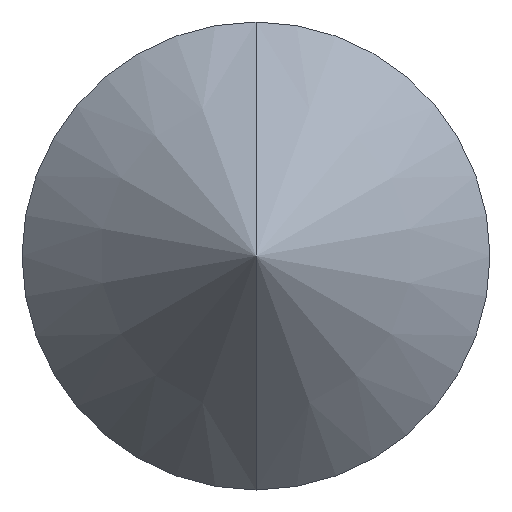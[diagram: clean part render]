
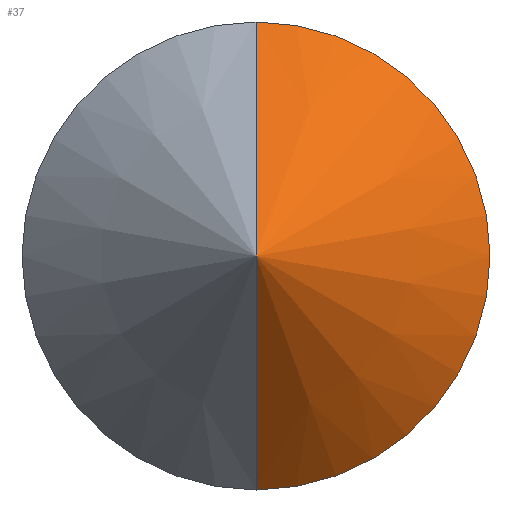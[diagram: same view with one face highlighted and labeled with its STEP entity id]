
A CAD part, front view. The second image highlights one B-rep face of the part: STEP entity #37.
In plain terms, the highlighted conical face has half-angle 45 degrees and reference radius 1000 mm.
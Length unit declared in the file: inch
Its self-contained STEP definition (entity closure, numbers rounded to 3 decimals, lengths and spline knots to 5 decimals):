
#6 = VECTOR ( 'NONE', #162, 39.37008 ) ;
#10 = CIRCLE ( 'NONE', #233, 0.125 ) ;
#31 = EDGE_CURVE ( 'NONE', #100, #50, #10, .T. ) ;
#37 = ADVANCED_FACE ( 'NONE', ( #121 ), #71, .T. ) ;
#50 = VERTEX_POINT ( 'NONE', #129 ) ;
#57 = VERTEX_POINT ( 'NONE', #112 ) ;
#58 = AXIS2_PLACEMENT_3D ( 'NONE', #177, #149, #88 ) ;
#61 = EDGE_CURVE ( 'NONE', #57, #100, #221, .T. ) ;
#62 = VECTOR ( 'NONE', #81, 39.37008 ) ;
#71 = CONICAL_SURFACE ( 'NONE', #58, 39.37008, 0.785 ) ;
#79 = DIRECTION ( 'NONE',  ( 0., -1., 0. ) ) ;
#81 = DIRECTION ( 'NONE',  ( 0., 0.707, 0.707 ) ) ;
#88 = DIRECTION ( 'NONE',  ( 0., 0., 1. ) ) ;
#100 = VERTEX_POINT ( 'NONE', #224 ) ;
#102 = ORIENTED_EDGE ( 'NONE', *, *, #31, .T. ) ;
#112 = CARTESIAN_POINT ( 'NONE',  ( 0., 0., 0. ) ) ;
#120 = CARTESIAN_POINT ( 'NONE',  ( 0., 0.125, 0. ) ) ;
#121 = FACE_OUTER_BOUND ( 'NONE', #137, .T. ) ;
#129 = CARTESIAN_POINT ( 'NONE',  ( 0., 0.125, 0.125 ) ) ;
#137 = EDGE_LOOP ( 'NONE', ( #155, #197, #102 ) ) ;
#149 = DIRECTION ( 'NONE',  ( 0., 1., 0. ) ) ;
#155 = ORIENTED_EDGE ( 'NONE', *, *, #199, .F. ) ;
#162 = DIRECTION ( 'NONE',  ( 0., 0.707, -0.707 ) ) ;
#177 = CARTESIAN_POINT ( 'NONE',  ( 0., 39.37008, 0. ) ) ;
#179 = LINE ( 'NONE', #254, #62 ) ;
#185 = CARTESIAN_POINT ( 'NONE',  ( 0., 0., 0. ) ) ;
#197 = ORIENTED_EDGE ( 'NONE', *, *, #61, .T. ) ;
#199 = EDGE_CURVE ( 'NONE', #57, #50, #179, .T. ) ;
#221 = LINE ( 'NONE', #185, #6 ) ;
#224 = CARTESIAN_POINT ( 'NONE',  ( 0., 0.125, -0.125 ) ) ;
#233 = AXIS2_PLACEMENT_3D ( 'NONE', #120, #79, #256 ) ;
#254 = CARTESIAN_POINT ( 'NONE',  ( 0., 0., 0. ) ) ;
#256 = DIRECTION ( 'NONE',  ( 0., 0., -1. ) ) ;
